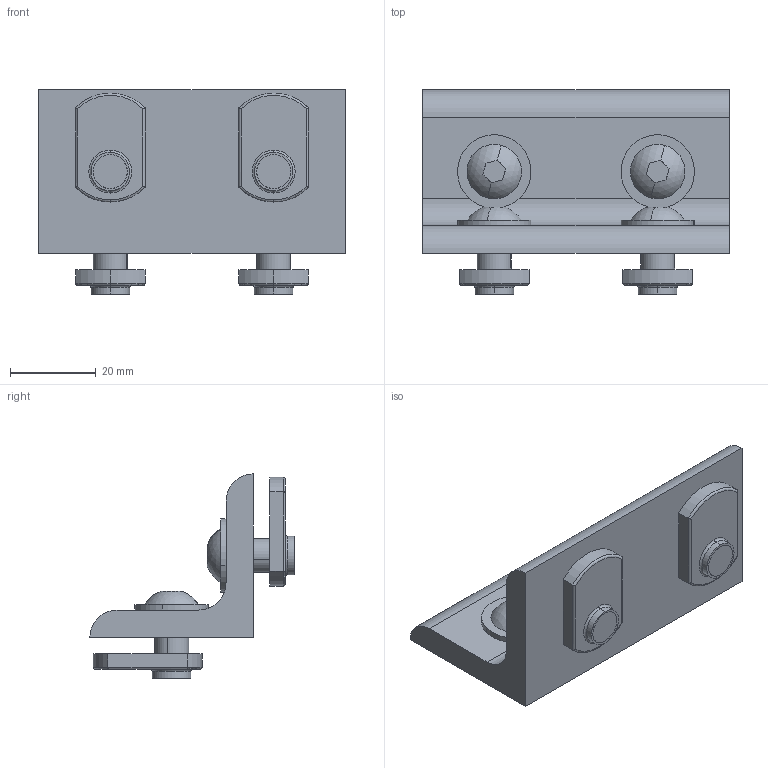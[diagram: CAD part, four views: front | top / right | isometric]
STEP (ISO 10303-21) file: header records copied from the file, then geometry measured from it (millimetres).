
FILE_DESCRIPTION (( 'STEP AP203' ), '1' );
FILE_NAME ('653137.SLDASM.step', '2003-10-13T11:25:44', ( 'Jerry Winters' ), ( 'GoEngineer' ), 'SwSTEP 2.0', 'SolidWorks 2003174', '' );
FILE_SCHEMA (( 'CONFIG_CONTROL_DESIGN' ));
Length unit declared in the file: inch
Products named in the file (5): 653137.SLDASM; Inside Corner Brackets (STD)_653137; 651129; FBHSCS_651134; 651097
Assembly tree (7 placements, depth 3):
  653137.SLDASM
    Inside Corner Brackets (STD)_653137
    651129  x4
      FBHSCS_651134
      651097
Bounding box: 71.37 x 47.62 x 47.62 mm (x, y, z)
Volume: 39561.4 mm3; surface area: 19847.5 mm2
Topology: 9 solids, 9 shells, 157 faces, 345 edges, 218 vertices
Faces by surface type: plane 66, cylinder 63, torus 20, sphere 8
Entity records: 2159 total; most frequent: DIRECTION 304, CARTESIAN_POINT 280, ORIENTED_EDGE 240, AXIS2_PLACEMENT_3D 125, EDGE_CURVE 120, VERTEX_POINT 77, EDGE_LOOP 65, CIRCLE 62
